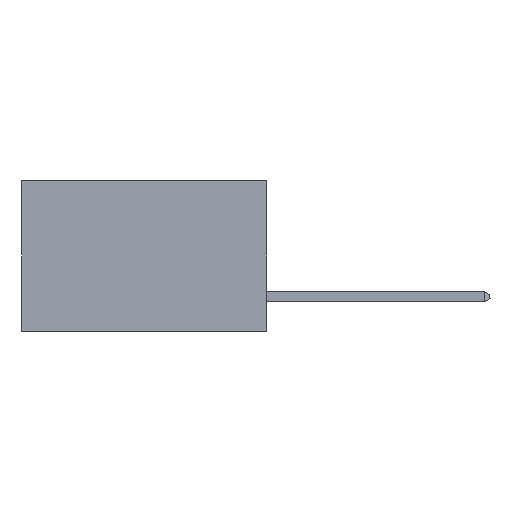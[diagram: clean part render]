
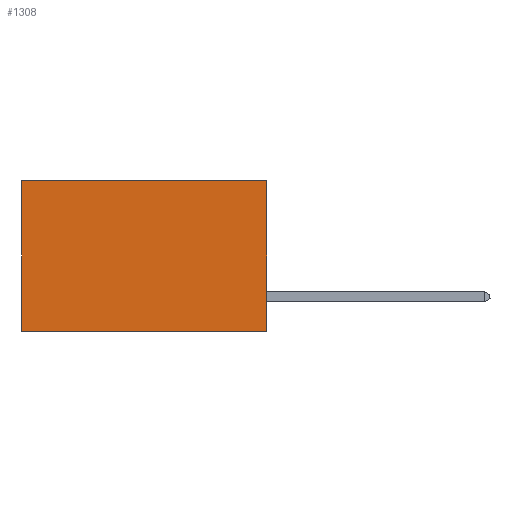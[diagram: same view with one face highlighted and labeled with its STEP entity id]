
A CAD part, left-side view. The second image highlights one B-rep face of the part: STEP entity #1308.
In plain terms, the highlighted planar face has unit normal (-1, 0, 0).
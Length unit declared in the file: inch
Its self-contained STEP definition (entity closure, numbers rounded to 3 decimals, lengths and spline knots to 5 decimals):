
#231 = ORIENTED_EDGE ( 'NONE', *, *, #2742, .T. ) ;
#1308 = ADVANCED_FACE ( 'NONE', ( #24904 ), #27891, .F. ) ;
#1370 = DIRECTION ( 'NONE',  ( 1., 0., 0. ) ) ;
#2162 = EDGE_CURVE ( 'NONE', #7855, #6377, #4571, .T. ) ;
#2742 = EDGE_CURVE ( 'NONE', #6377, #29898, #31636, .T. ) ;
#3015 = CARTESIAN_POINT ( 'NONE',  ( 0.2875, 0.6, -0.37 ) ) ;
#3361 = ORIENTED_EDGE ( 'NONE', *, *, #2162, .T. ) ;
#4480 = EDGE_CURVE ( 'NONE', #7855, #14006, #4842, .T. ) ;
#4571 = LINE ( 'NONE', #17510, #14665 ) ;
#4842 = LINE ( 'NONE', #19930, #17253 ) ;
#6377 = VERTEX_POINT ( 'NONE', #18447 ) ;
#7855 = VERTEX_POINT ( 'NONE', #25055 ) ;
#9081 = CARTESIAN_POINT ( 'NONE',  ( 0.2875, 0., -0.37 ) ) ;
#10286 = DIRECTION ( 'NONE',  ( 0., 0., -1. ) ) ;
#13792 = LINE ( 'NONE', #24817, #27153 ) ;
#14006 = VERTEX_POINT ( 'NONE', #9081 ) ;
#14665 = VECTOR ( 'NONE', #20253, 39.37008 ) ;
#15999 = VECTOR ( 'NONE', #28586, 39.37008 ) ;
#16703 = EDGE_CURVE ( 'NONE', #14006, #29898, #13792, .T. ) ;
#17253 = VECTOR ( 'NONE', #20554, 39.37008 ) ;
#17510 = CARTESIAN_POINT ( 'NONE',  ( 0.2875, 0., 0. ) ) ;
#18447 = CARTESIAN_POINT ( 'NONE',  ( 0.2875, 0.6, 0. ) ) ;
#19930 = CARTESIAN_POINT ( 'NONE',  ( 0.2875, 0., 0. ) ) ;
#20253 = DIRECTION ( 'NONE',  ( 0., 1., 0. ) ) ;
#20554 = DIRECTION ( 'NONE',  ( 0., 0., -1. ) ) ;
#24541 = ORIENTED_EDGE ( 'NONE', *, *, #4480, .F. ) ;
#24817 = CARTESIAN_POINT ( 'NONE',  ( 0.2875, 0., -0.37 ) ) ;
#24904 = FACE_OUTER_BOUND ( 'NONE', #25075, .T. ) ;
#25055 = CARTESIAN_POINT ( 'NONE',  ( 0.2875, 0., 0. ) ) ;
#25075 = EDGE_LOOP ( 'NONE', ( #231, #30521, #24541, #3361 ) ) ;
#27153 = VECTOR ( 'NONE', #30769, 39.37008 ) ;
#27891 = PLANE ( 'NONE',  #32157 ) ;
#28159 = CARTESIAN_POINT ( 'NONE',  ( 0.2875, 0., 0. ) ) ;
#28586 = DIRECTION ( 'NONE',  ( 0., 0., -1. ) ) ;
#29898 = VERTEX_POINT ( 'NONE', #3015 ) ;
#30521 = ORIENTED_EDGE ( 'NONE', *, *, #16703, .F. ) ;
#30769 = DIRECTION ( 'NONE',  ( 0., 1., 0. ) ) ;
#31636 = LINE ( 'NONE', #37715, #15999 ) ;
#32157 = AXIS2_PLACEMENT_3D ( 'NONE', #28159, #1370, #10286 ) ;
#37715 = CARTESIAN_POINT ( 'NONE',  ( 0.2875, 0.6, 0. ) ) ;
